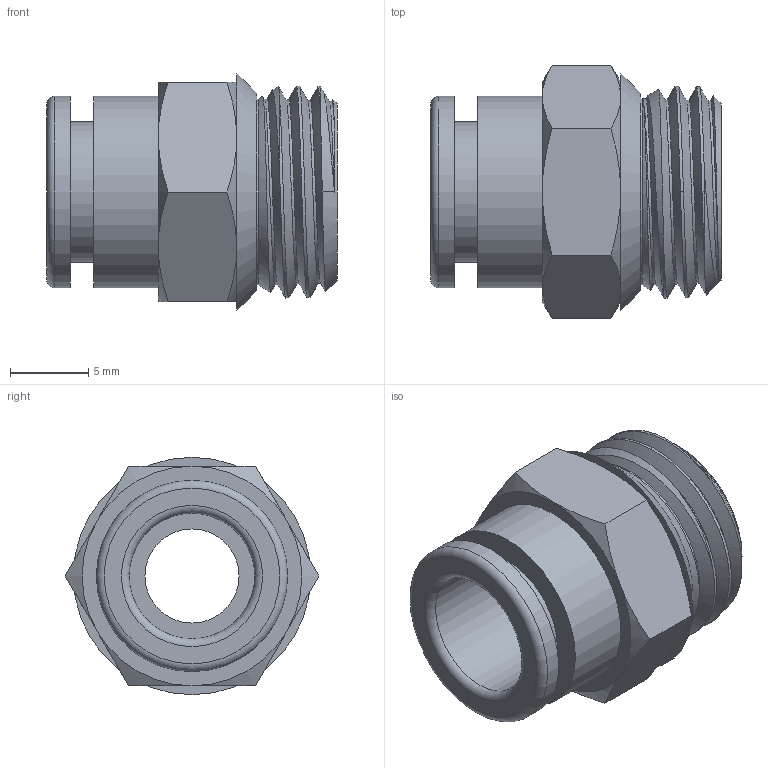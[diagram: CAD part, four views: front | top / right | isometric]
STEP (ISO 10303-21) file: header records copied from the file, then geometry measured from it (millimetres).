
FILE_DESCRIPTION(/* description */ ('STEP AP203'),/* implementation_level */ '2;1');
FILE_NAME(/* name */ '1,,4 NPT to 8mm.step',/* time_stamp */ '2025-11-18T11:11:09-05:00',/* author */ (''),/* organization */ (''),/* preprocessor_version */ 'ST-DEVELOPER v20.1',/* originating_system */ 'Autodesk Translation Framework v14.21.0.0',/* authorisation */ '');
FILE_SCHEMA (('AUTOMOTIVE_DESIGN { 1 0 10303 214 3 1 1 }'));
Length unit declared in the file: millimetre
Products named in the file (1): 51305K307_Push-to-Connect Tube Fitting with Universal Thread
Bounding box: 18.5 x 16.17 x 15.13 mm (x, y, z)
Volume: 1611 mm3; surface area: 1806 mm2
Topology: 2 solids, 2 shells, 47 faces, 102 edges, 63 vertices
Faces by surface type: cone 23, plane 14, cylinder 5, bspline 3, torus 2
Full cylindrical faces by diameter (mm): 6 x1, 8 x1, 8.95 x1, 12.2 x2
Entity records: 3586 total; most frequent: CARTESIAN_POINT 2565, ORIENTED_EDGE 204, DIRECTION 191, EDGE_CURVE 102, AXIS2_PLACEMENT_3D 85, VERTEX_POINT 63, EDGE_LOOP 55, FACE_OUTER_BOUND 47
